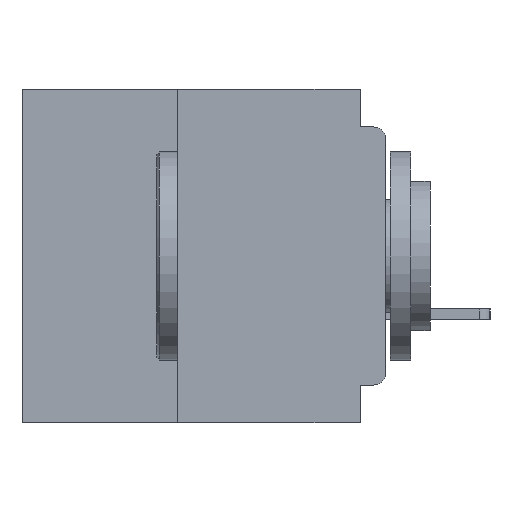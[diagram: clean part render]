
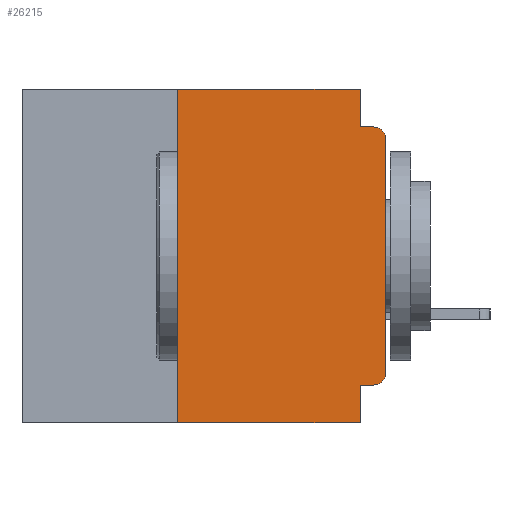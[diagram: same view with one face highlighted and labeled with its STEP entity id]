
A CAD part, left-side view. The second image highlights one B-rep face of the part: STEP entity #26215.
In plain terms, the highlighted planar face has unit normal (-1, 0, 0).
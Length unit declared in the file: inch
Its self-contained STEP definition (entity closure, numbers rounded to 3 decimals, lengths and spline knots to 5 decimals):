
#410 = DIRECTION ( 'NONE',  ( 0., 0., 1. ) ) ;
#483 = EDGE_LOOP ( 'NONE', ( #17526, #2872, #3696, #17221, #22559, #29114, #38454, #41314, #17590, #11266 ) ) ;
#797 = CARTESIAN_POINT ( 'NONE',  ( 0., 0.031, -0.4 ) ) ;
#2108 = EDGE_CURVE ( 'NONE', #44336, #38014, #44750, .T. ) ;
#2139 = CARTESIAN_POINT ( 'NONE',  ( 0., 0.031, -0.045 ) ) ;
#2723 = CARTESIAN_POINT ( 'NONE',  ( 0., 0.25, 0. ) ) ;
#2756 = LINE ( 'NONE', #45471, #20815 ) ;
#2872 = ORIENTED_EDGE ( 'NONE', *, *, #23818, .T. ) ;
#3622 = EDGE_CURVE ( 'NONE', #10762, #35687, #17806, .T. ) ;
#3696 = ORIENTED_EDGE ( 'NONE', *, *, #3622, .F. ) ;
#3864 = VERTEX_POINT ( 'NONE', #2723 ) ;
#3934 = CARTESIAN_POINT ( 'NONE',  ( 0., 0.031, 0. ) ) ;
#4750 = VERTEX_POINT ( 'NONE', #43405 ) ;
#4933 = FACE_OUTER_BOUND ( 'NONE', #483, .T. ) ;
#4955 = LINE ( 'NONE', #18895, #32556 ) ;
#5794 = CARTESIAN_POINT ( 'NONE',  ( 0., 0.437, 0. ) ) ;
#5998 = LINE ( 'NONE', #5794, #41943 ) ;
#7624 = CARTESIAN_POINT ( 'NONE',  ( 0., 0., 0. ) ) ;
#9442 = DIRECTION ( 'NONE',  ( 0., -1., 0. ) ) ;
#9778 = AXIS2_PLACEMENT_3D ( 'NONE', #27035, #26935, #26057 ) ;
#10184 = CARTESIAN_POINT ( 'NONE',  ( 0., 0.25, -0.4 ) ) ;
#10545 = DIRECTION ( 'NONE',  ( 0., -1., 0. ) ) ;
#10720 = CARTESIAN_POINT ( 'NONE',  ( 0., 0., -0.045 ) ) ;
#10742 = VECTOR ( 'NONE', #410, 39.37008 ) ;
#10762 = VERTEX_POINT ( 'NONE', #2139 ) ;
#11266 = ORIENTED_EDGE ( 'NONE', *, *, #2108, .T. ) ;
#11875 = LINE ( 'NONE', #7624, #10742 ) ;
#12531 = CARTESIAN_POINT ( 'NONE',  ( 0., 0.015, -0.355 ) ) ;
#13623 = DIRECTION ( 'NONE',  ( 1., 0., 0. ) ) ;
#13982 = CARTESIAN_POINT ( 'NONE',  ( 0., 0.015, -0.06 ) ) ;
#14762 = EDGE_CURVE ( 'NONE', #42511, #18312, #4955, .T. ) ;
#16338 = LINE ( 'NONE', #3934, #25883 ) ;
#16511 = VECTOR ( 'NONE', #20004, 39.37008 ) ;
#16916 = CIRCLE ( 'NONE', #39331, 0.015 ) ;
#17127 = LINE ( 'NONE', #20535, #23298 ) ;
#17221 = ORIENTED_EDGE ( 'NONE', *, *, #36428, .F. ) ;
#17526 = ORIENTED_EDGE ( 'NONE', *, *, #30223, .T. ) ;
#17590 = ORIENTED_EDGE ( 'NONE', *, *, #33472, .F. ) ;
#17600 = DIRECTION ( 'NONE',  ( 0., 0., -1. ) ) ;
#17806 = LINE ( 'NONE', #10720, #35782 ) ;
#18312 = VERTEX_POINT ( 'NONE', #797 ) ;
#18895 = CARTESIAN_POINT ( 'NONE',  ( 0., 0.031, -0.4 ) ) ;
#20004 = DIRECTION ( 'NONE',  ( 0., 0., 1. ) ) ;
#20254 = EDGE_CURVE ( 'NONE', #3864, #4750, #5998, .T. ) ;
#20535 = CARTESIAN_POINT ( 'NONE',  ( 0., 0., -0.355 ) ) ;
#20686 = DIRECTION ( 'NONE',  ( 0., 1., 0. ) ) ;
#20815 = VECTOR ( 'NONE', #31423, 39.37008 ) ;
#22559 = ORIENTED_EDGE ( 'NONE', *, *, #20254, .F. ) ;
#23298 = VECTOR ( 'NONE', #20686, 39.37008 ) ;
#23818 = EDGE_CURVE ( 'NONE', #33173, #35687, #16916, .T. ) ;
#24368 = EDGE_CURVE ( 'NONE', #34809, #18312, #2756, .T. ) ;
#25883 = VECTOR ( 'NONE', #43293, 39.37008 ) ;
#26057 = DIRECTION ( 'NONE',  ( 0., 0., -1. ) ) ;
#26215 = ADVANCED_FACE ( 'NONE', ( #4933 ), #27933, .F. ) ;
#26935 = DIRECTION ( 'NONE',  ( -1., 0., 0. ) ) ;
#27035 = CARTESIAN_POINT ( 'NONE',  ( 0., 0.015, -0.34 ) ) ;
#27186 = LINE ( 'NONE', #45113, #16511 ) ;
#27933 = PLANE ( 'NONE',  #41772 ) ;
#29114 = ORIENTED_EDGE ( 'NONE', *, *, #34025, .F. ) ;
#30223 = EDGE_CURVE ( 'NONE', #38014, #33173, #11875, .T. ) ;
#31423 = DIRECTION ( 'NONE',  ( 0., -1., 0. ) ) ;
#31738 = CARTESIAN_POINT ( 'NONE',  ( 0., 0.015, -0.045 ) ) ;
#32556 = VECTOR ( 'NONE', #40369, 39.37008 ) ;
#33173 = VERTEX_POINT ( 'NONE', #43830 ) ;
#33472 = EDGE_CURVE ( 'NONE', #44336, #42511, #17127, .T. ) ;
#34025 = EDGE_CURVE ( 'NONE', #34809, #3864, #27186, .T. ) ;
#34809 = VERTEX_POINT ( 'NONE', #10184 ) ;
#35169 = CARTESIAN_POINT ( 'NONE',  ( 0., 0.437, 0. ) ) ;
#35687 = VERTEX_POINT ( 'NONE', #31738 ) ;
#35782 = VECTOR ( 'NONE', #10545, 39.37008 ) ;
#36428 = EDGE_CURVE ( 'NONE', #4750, #10762, #16338, .T. ) ;
#38014 = VERTEX_POINT ( 'NONE', #38188 ) ;
#38188 = CARTESIAN_POINT ( 'NONE',  ( 0., 0., -0.34 ) ) ;
#38454 = ORIENTED_EDGE ( 'NONE', *, *, #24368, .T. ) ;
#38730 = DIRECTION ( 'NONE',  ( 0., 0., -1. ) ) ;
#39081 = DIRECTION ( 'NONE',  ( -1., 0., 0. ) ) ;
#39331 = AXIS2_PLACEMENT_3D ( 'NONE', #13982, #39081, #17600 ) ;
#40369 = DIRECTION ( 'NONE',  ( 0., 0., -1. ) ) ;
#41314 = ORIENTED_EDGE ( 'NONE', *, *, #14762, .F. ) ;
#41772 = AXIS2_PLACEMENT_3D ( 'NONE', #35169, #13623, #38730 ) ;
#41943 = VECTOR ( 'NONE', #9442, 39.37008 ) ;
#42511 = VERTEX_POINT ( 'NONE', #45498 ) ;
#43293 = DIRECTION ( 'NONE',  ( 0., 0., -1. ) ) ;
#43405 = CARTESIAN_POINT ( 'NONE',  ( 0., 0.031, 0. ) ) ;
#43830 = CARTESIAN_POINT ( 'NONE',  ( 0., 0., -0.06 ) ) ;
#44336 = VERTEX_POINT ( 'NONE', #12531 ) ;
#44750 = CIRCLE ( 'NONE', #9778, 0.015 ) ;
#45113 = CARTESIAN_POINT ( 'NONE',  ( 0., 0.25, -0.4 ) ) ;
#45471 = CARTESIAN_POINT ( 'NONE',  ( 0., 0.437, -0.4 ) ) ;
#45498 = CARTESIAN_POINT ( 'NONE',  ( 0., 0.031, -0.355 ) ) ;
